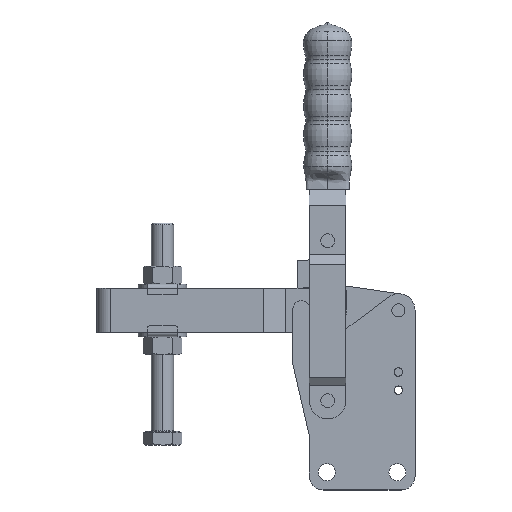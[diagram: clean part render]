
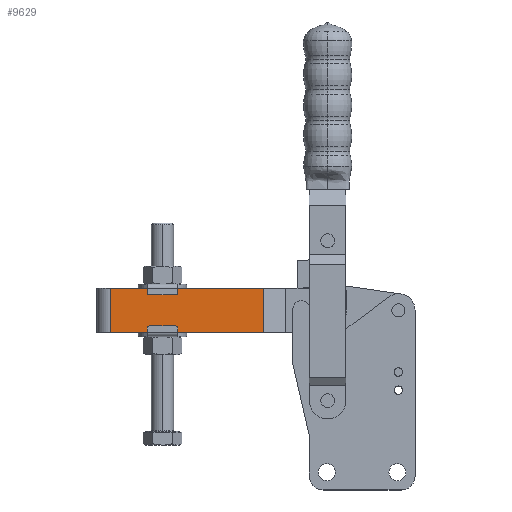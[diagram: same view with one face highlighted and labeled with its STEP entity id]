
A CAD part, top view. The second image highlights one B-rep face of the part: STEP entity #9629.
In plain terms, the highlighted planar face has unit normal (0, 0, 1).
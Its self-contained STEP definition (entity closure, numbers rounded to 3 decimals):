
#910 = CARTESIAN_POINT ( 'NONE',  ( -219.2, 115.002, 8.25 ) ) ;
#1338 = CARTESIAN_POINT ( 'NONE',  ( -109.2, 79.101, 8.25 ) ) ;
#1625 = LINE ( 'NONE', #6129, #14080 ) ;
#1764 = LINE ( 'NONE', #9133, #14229 ) ;
#2444 = FACE_OUTER_BOUND ( 'NONE', #8397, .T. ) ;
#2601 = EDGE_CURVE ( 'NONE', #5091, #7348, #1764, .T. ) ;
#3257 = DIRECTION ( 'NONE',  ( 1., 0., 0. ) ) ;
#3553 = VERTEX_POINT ( 'NONE', #1338 ) ;
#3951 = VERTEX_POINT ( 'NONE', #8128 ) ;
#4320 = DIRECTION ( 'NONE',  ( 0., -1., 0. ) ) ;
#4551 = DIRECTION ( 'NONE',  ( 0., 0., -1. ) ) ;
#5091 = VERTEX_POINT ( 'NONE', #5784 ) ;
#5719 = EDGE_CURVE ( 'NONE', #3951, #3553, #9771, .T. ) ;
#5784 = CARTESIAN_POINT ( 'NONE',  ( -219.2, 110.902, 8.25 ) ) ;
#5797 = VECTOR ( 'NONE', #3257, 1000. ) ;
#6129 = CARTESIAN_POINT ( 'NONE',  ( -76.197, 110.901, 8.25 ) ) ;
#6186 = DIRECTION ( 'NONE',  ( -1., 0., 0. ) ) ;
#7197 = ORIENTED_EDGE ( 'NONE', *, *, #13328, .T. ) ;
#7348 = VERTEX_POINT ( 'NONE', #11518 ) ;
#8128 = CARTESIAN_POINT ( 'NONE',  ( -109.2, 110.901, 8.25 ) ) ;
#8397 = EDGE_LOOP ( 'NONE', ( #7197, #13964, #13830, #14699 ) ) ;
#9123 = CARTESIAN_POINT ( 'NONE',  ( -234., 79.102, 8.25 ) ) ;
#9133 = CARTESIAN_POINT ( 'NONE',  ( -219.2, 115.002, 8.25 ) ) ;
#9629 = ADVANCED_FACE ( 'NONE', ( #2444 ), #11766, .F. ) ;
#9771 = LINE ( 'NONE', #15163, #12208 ) ;
#10656 = EDGE_CURVE ( 'NONE', #7348, #3553, #15397, .T. ) ;
#11518 = CARTESIAN_POINT ( 'NONE',  ( -219.2, 79.102, 8.25 ) ) ;
#11766 = PLANE ( 'NONE',  #12309 ) ;
#12208 = VECTOR ( 'NONE', #13955, 1000. ) ;
#12309 = AXIS2_PLACEMENT_3D ( 'NONE', #910, #4551, #12993 ) ;
#12993 = DIRECTION ( 'NONE',  ( 0., 1., 0. ) ) ;
#13328 = EDGE_CURVE ( 'NONE', #3951, #5091, #1625, .T. ) ;
#13830 = ORIENTED_EDGE ( 'NONE', *, *, #10656, .T. ) ;
#13955 = DIRECTION ( 'NONE',  ( 0., -1., 0. ) ) ;
#13964 = ORIENTED_EDGE ( 'NONE', *, *, #2601, .T. ) ;
#14080 = VECTOR ( 'NONE', #6186, 1000. ) ;
#14229 = VECTOR ( 'NONE', #4320, 1000. ) ;
#14699 = ORIENTED_EDGE ( 'NONE', *, *, #5719, .F. ) ;
#15163 = CARTESIAN_POINT ( 'NONE',  ( -109.2, 115.001, 8.25 ) ) ;
#15397 = LINE ( 'NONE', #9123, #5797 ) ;
